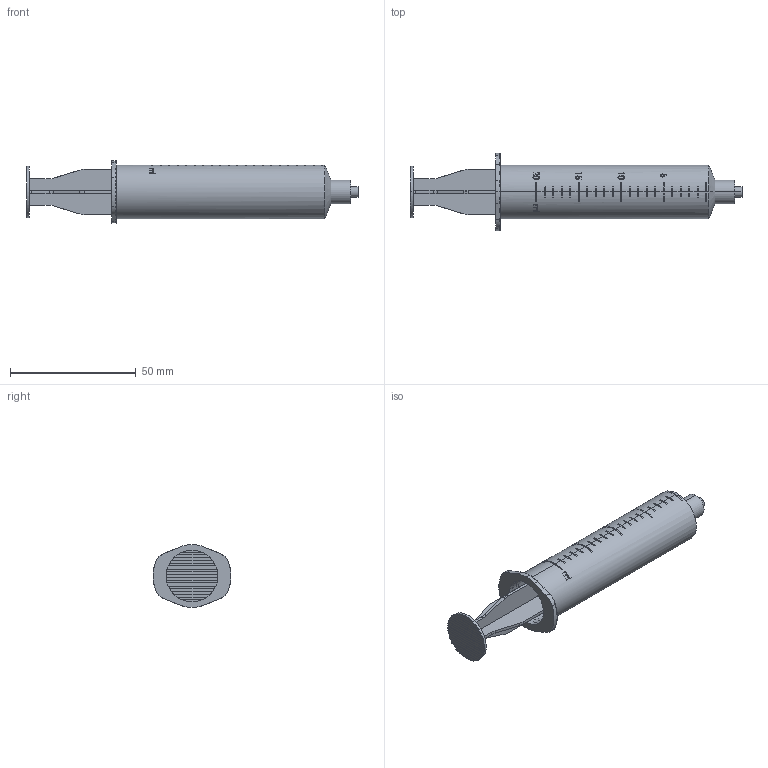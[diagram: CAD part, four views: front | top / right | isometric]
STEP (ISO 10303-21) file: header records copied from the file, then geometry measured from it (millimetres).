
FILE_DESCRIPTION (( 'STEP AP214' ), '1' );
FILE_NAME ('Syringe 20 ml_threathed.STEP', '2022-03-10T21:51:46', ( '' ), ( '' ), 'SwSTEP 2.0', 'SolidWorks 2017', '' );
FILE_SCHEMA (( 'AUTOMOTIVE_DESIGN' ));
Length unit declared in the file: millimetre
Products named in the file (4): Syringe 20 ml_threathed; Syringe_piston_20ml; Syringe_cylinder_20ml; Rubber tampon_20ml
Assembly tree (3 placements, depth 2):
  Syringe 20 ml_threathed
    Syringe_cylinder_20ml
    Rubber tampon_20ml
    Syringe_piston_20ml
Bounding box: 132.06 x 31 x 24.97 mm (x, y, z)
Volume: 12551.9 mm3; surface area: 22260 mm2
Topology: 3 solids, 3 shells, 613 faces, 1716 edges, 1103 vertices
Faces by surface type: plane 253, bspline 192, cylinder 108, cone 40, torus 20
Entity records: 35146 total; most frequent: CARTESIAN_POINT 18516, ORIENTED_EDGE 3420, DIRECTION 2266, EDGE_CURVE 1710, VERTEX_POINT 1103, AXIS2_PLACEMENT_3D 818, B_SPLINE_CURVE_WITH_KNOTS 672, EDGE_LOOP 667
